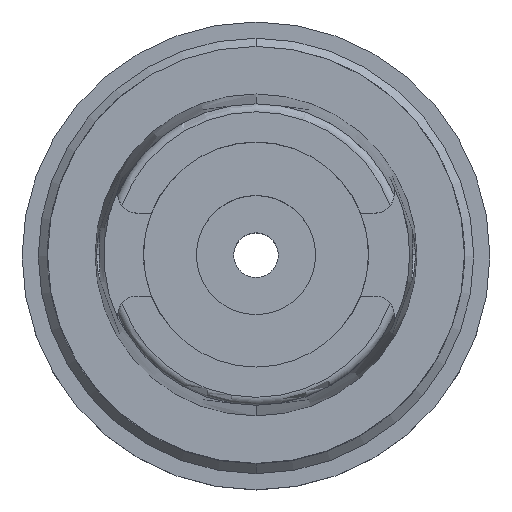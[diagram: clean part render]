
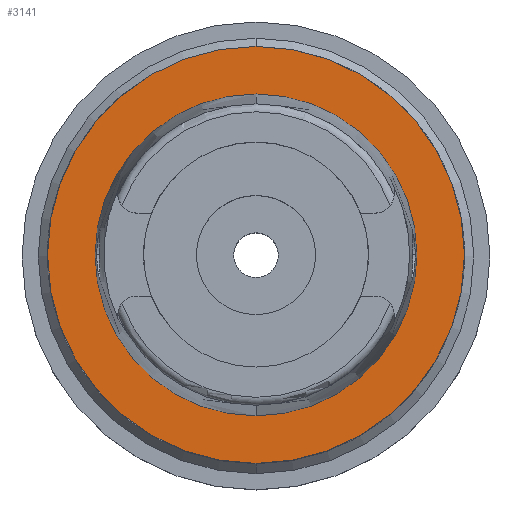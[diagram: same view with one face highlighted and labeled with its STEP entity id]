
A CAD part, top view. The second image highlights one B-rep face of the part: STEP entity #3141.
In plain terms, the highlighted planar face has unit normal (0, 0, 1).
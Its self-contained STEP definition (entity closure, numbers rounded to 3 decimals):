
#640=CARTESIAN_POINT('',(0.,0.,0.));
#641=DIRECTION('',(0.,0.,-1.));
#642=DIRECTION('',(0.,-1.,0.));
#643=AXIS2_PLACEMENT_3D('',#640,#641,#642);
#648=CARTESIAN_POINT('',(0.,0.,0.));
#649=DIRECTION('',(0.,0.,-1.));
#650=DIRECTION('',(0.,1.,0.));
#651=AXIS2_PLACEMENT_3D('',#648,#649,#650);
#656=CARTESIAN_POINT('',(0.,0.,0.));
#657=DIRECTION('',(0.,0.,1.));
#658=DIRECTION('',(0.,-1.,0.));
#659=AXIS2_PLACEMENT_3D('',#656,#657,#658);
#664=CARTESIAN_POINT('',(0.,0.,0.));
#665=DIRECTION('',(0.,0.,1.));
#666=DIRECTION('',(0.,1.,0.));
#667=AXIS2_PLACEMENT_3D('',#664,#665,#666);
#2455=CARTESIAN_POINT('',(0.,-24.315,0.));
#2456=VERTEX_POINT('',#2455);
#2457=CARTESIAN_POINT('',(0.,24.315,0.));
#2458=VERTEX_POINT('',#2457);
#2723=CARTESIAN_POINT('',(0.,31.5,0.));
#2724=VERTEX_POINT('',#2723);
#2725=CARTESIAN_POINT('',(0.,-31.5,0.));
#2726=VERTEX_POINT('',#2725);
#3126=CARTESIAN_POINT('',(0.,0.,0.));
#3127=DIRECTION('',(0.,0.,-1.));
#3128=DIRECTION('',(0.,-1.,0.));
#3129=AXIS2_PLACEMENT_3D('',#3126,#3127,#3128);
#3130=PLANE('',#3129);
#3132=ORIENTED_EDGE('',*,*,#3131,.T.);
#3134=ORIENTED_EDGE('',*,*,#3133,.T.);
#3135=EDGE_LOOP('',(#3132,#3134));
#3136=FACE_OUTER_BOUND('',#3135,.F.);
#3137=ORIENTED_EDGE('',*,*,#3099,.T.);
#3138=ORIENTED_EDGE('',*,*,#3060,.T.);
#3139=EDGE_LOOP('',(#3137,#3138));
#3140=FACE_BOUND('',#3139,.F.);
#644=CIRCLE('',#643,31.5);
#652=CIRCLE('',#651,31.5);
#660=CIRCLE('',#659,24.315);
#668=CIRCLE('',#667,24.315);
#3060=EDGE_CURVE('',#2458,#2456,#668,.T.);
#3099=EDGE_CURVE('',#2456,#2458,#660,.T.);
#3131=EDGE_CURVE('',#2726,#2724,#644,.T.);
#3133=EDGE_CURVE('',#2724,#2726,#652,.T.);
#3141=ADVANCED_FACE('',(#3136,#3140),#3130,.F.);
